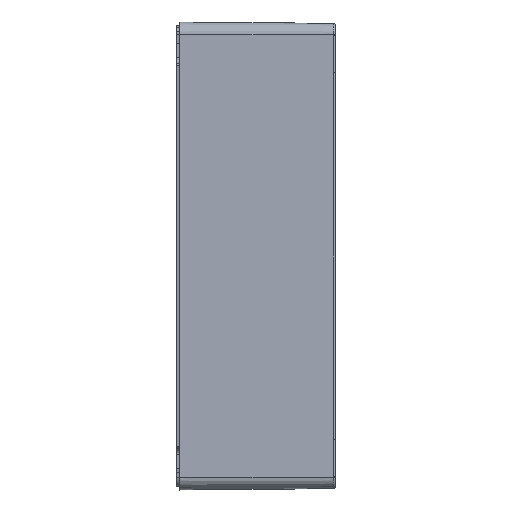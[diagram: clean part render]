
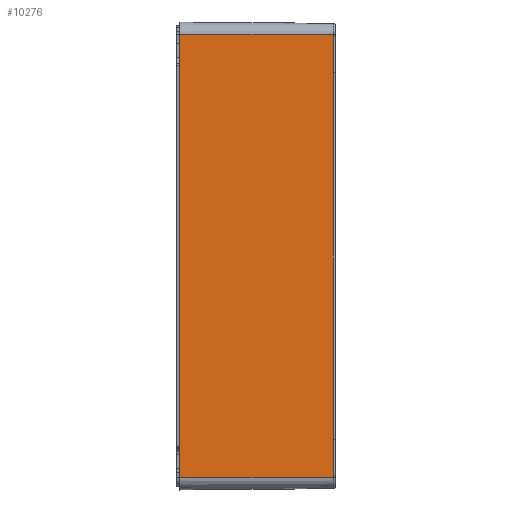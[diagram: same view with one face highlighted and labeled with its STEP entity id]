
A CAD part, left-side view. The second image highlights one B-rep face of the part: STEP entity #10276.
In plain terms, the highlighted planar face has unit normal (-1, -0.009, 0).
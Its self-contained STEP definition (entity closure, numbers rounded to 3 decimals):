
#231 = CARTESIAN_POINT ( 'NONE',  ( -149.987, -1.5, 108.6 ) ) ;
#387 = CARTESIAN_POINT ( 'NONE',  ( -149.987, -1.5, 108.6 ) ) ;
#389 = FACE_OUTER_BOUND ( 'NONE', #6832, .T. ) ;
#975 = CARTESIAN_POINT ( 'NONE',  ( -149.328, -77.009, -108.6 ) ) ;
#1328 = VERTEX_POINT ( 'NONE', #16626 ) ;
#1517 = DIRECTION ( 'NONE',  ( -0.009, 1., 0. ) ) ;
#2831 = DIRECTION ( 'NONE',  ( -0.009, 1., 0. ) ) ;
#3042 = CARTESIAN_POINT ( 'NONE',  ( -150., 0., -108.6 ) ) ;
#3686 = AXIS2_PLACEMENT_3D ( 'NONE', #14899, #13548, #16248 ) ;
#5236 = CARTESIAN_POINT ( 'NONE',  ( -149.328, -77.009, 108.6 ) ) ;
#5441 = VERTEX_POINT ( 'NONE', #8817 ) ;
#5765 = PLANE ( 'NONE',  #3686 ) ;
#6080 = LINE ( 'NONE', #3042, #11793 ) ;
#6832 = EDGE_LOOP ( 'NONE', ( #8695, #12864, #7744, #12772 ) ) ;
#6969 = LINE ( 'NONE', #387, #8809 ) ;
#7106 = EDGE_CURVE ( 'NONE', #7839, #5441, #6969, .T. ) ;
#7744 = ORIENTED_EDGE ( 'NONE', *, *, #10183, .F. ) ;
#7839 = VERTEX_POINT ( 'NONE', #231 ) ;
#8433 = VECTOR ( 'NONE', #2831, 1000. ) ;
#8695 = ORIENTED_EDGE ( 'NONE', *, *, #11725, .T. ) ;
#8809 = VECTOR ( 'NONE', #16074, 1000. ) ;
#8817 = CARTESIAN_POINT ( 'NONE',  ( -149.987, -1.5, -108.6 ) ) ;
#10183 = EDGE_CURVE ( 'NONE', #10904, #5441, #6080, .T. ) ;
#10276 = ADVANCED_FACE ( 'NONE', ( #389 ), #5765, .T. ) ;
#10457 = DIRECTION ( 'NONE',  ( 0., 0., 1. ) ) ;
#10592 = CARTESIAN_POINT ( 'NONE',  ( -150., 0., 108.6 ) ) ;
#10904 = VERTEX_POINT ( 'NONE', #975 ) ;
#11725 = EDGE_CURVE ( 'NONE', #1328, #7839, #12321, .T. ) ;
#11793 = VECTOR ( 'NONE', #1517, 1000. ) ;
#12152 = EDGE_CURVE ( 'NONE', #10904, #1328, #14935, .T. ) ;
#12321 = LINE ( 'NONE', #10592, #8433 ) ;
#12709 = VECTOR ( 'NONE', #10457, 1000. ) ;
#12772 = ORIENTED_EDGE ( 'NONE', *, *, #12152, .T. ) ;
#12864 = ORIENTED_EDGE ( 'NONE', *, *, #7106, .T. ) ;
#13548 = DIRECTION ( 'NONE',  ( -1., -0.009, 0. ) ) ;
#14899 = CARTESIAN_POINT ( 'NONE',  ( -150., 0., 108.6 ) ) ;
#14935 = LINE ( 'NONE', #5236, #12709 ) ;
#16074 = DIRECTION ( 'NONE',  ( 0., 0., -1. ) ) ;
#16248 = DIRECTION ( 'NONE',  ( 0.009, -1., 0. ) ) ;
#16626 = CARTESIAN_POINT ( 'NONE',  ( -149.328, -77.009, 108.6 ) ) ;
